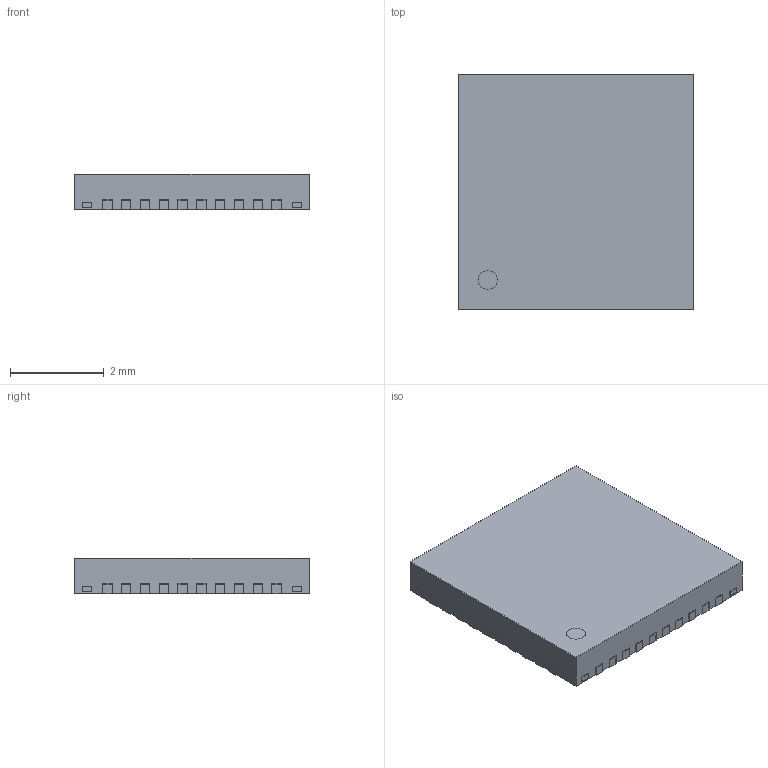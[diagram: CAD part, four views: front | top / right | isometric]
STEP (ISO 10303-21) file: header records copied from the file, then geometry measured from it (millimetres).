
FILE_DESCRIPTION(/* description */ (''),/* implementation_level */ '2;1');
FILE_NAME(/* name */ 'WQFN-40_L5.0-W5.0-P0.step',/* time_stamp */ '2025-12-25T10:54:27+08:00',/* author */ (''),/* organization */ (''),/* preprocessor_version */ 'ST-DEVELOPER v20.1',/* originating_system */ 'Autodesk Translation Framework v14.21.0.0',/* authorisation */ '');
FILE_SCHEMA (('AUTOMOTIVE_DESIGN { 1 0 10303 214 3 1 1 }'));
Length unit declared in the file: millimetre
Products named in the file (1): T79x-U3-WQFN-40_L5.0-W5.0-P0.4-BL-EP
Bounding box: 5.02 x 5.02 x 0.76 mm (x, y, z)
Volume: 19.1 mm3; surface area: 117.8 mm2
Topology: 42 solids, 42 shells, 627 faces, 1519 edges, 986 vertices
Faces by surface type: plane 540, cylinder 87
Full cylindrical faces by diameter (mm): 0.404 x1
Entity records: 18256 total; most frequent: CARTESIAN_POINT 3133, ORIENTED_EDGE 3038, DIRECTION 2949, EDGE_CURVE 1519, LINE 1345, VECTOR 1345, VERTEX_POINT 986, AXIS2_PLACEMENT_3D 802
